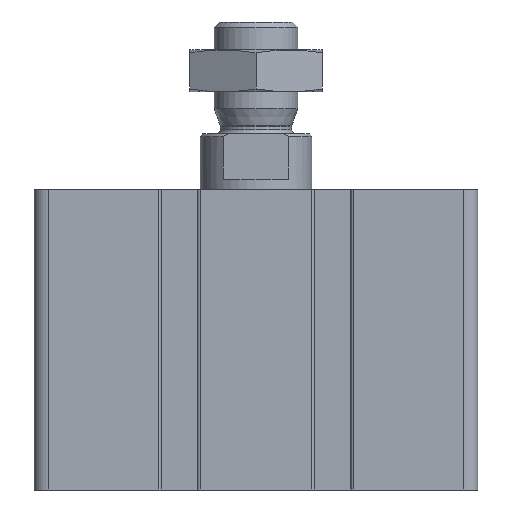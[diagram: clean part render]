
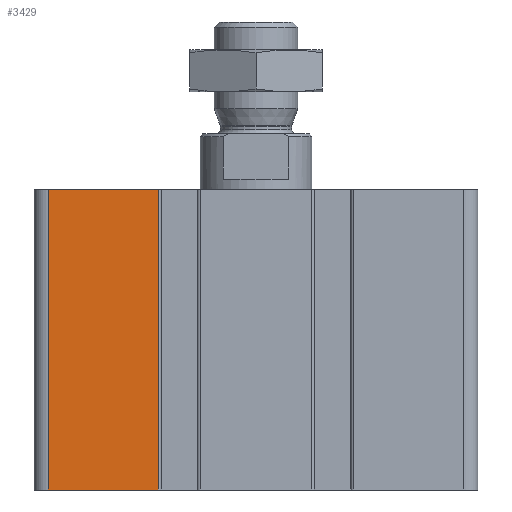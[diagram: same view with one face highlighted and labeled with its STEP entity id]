
A CAD part, front view. The second image highlights one B-rep face of the part: STEP entity #3429.
In plain terms, the highlighted planar face has unit normal (0, -1, 0).
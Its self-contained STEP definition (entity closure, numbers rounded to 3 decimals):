
#375=ORIENTED_EDGE('',*,*,#1378,.F.);
#376=ORIENTED_EDGE('',*,*,#1377,.F.);
#377=ORIENTED_EDGE('',*,*,#1379,.T.);
#378=ORIENTED_EDGE('',*,*,#1380,.T.);
#1377=EDGE_CURVE('',#1878,#1877,#2231,.T.);
#1378=EDGE_CURVE('',#1877,#1879,#2232,.T.);
#1379=EDGE_CURVE('',#1878,#1880,#2233,.T.);
#1380=EDGE_CURVE('',#1880,#1879,#2234,.T.);
#1877=VERTEX_POINT('',#5210);
#1878=VERTEX_POINT('',#5212);
#1879=VERTEX_POINT('',#5216);
#1880=VERTEX_POINT('',#5218);
#2231=LINE('',#5213,#2513);
#2232=LINE('',#5215,#2514);
#2233=LINE('',#5217,#2515);
#2234=LINE('',#5219,#2516);
#2513=VECTOR('',#4100,1000.);
#2514=VECTOR('',#4103,1000.);
#2515=VECTOR('',#4104,1000.);
#2516=VECTOR('',#4105,1000.);
#2793=EDGE_LOOP('',(#375,#376,#377,#378));
#3063=FACE_BOUND('',#2793,.T.);
#3332=PLANE('',#3676);
#3429=ADVANCED_FACE('',(#3063),#3332,.T.);
#3676=AXIS2_PLACEMENT_3D('',#5214,#4101,#4102);
#4100=DIRECTION('',(0.,0.,1.));
#4101=DIRECTION('',(0.,-1.,0.));
#4102=DIRECTION('',(1.,0.,0.));
#4103=DIRECTION('',(1.,0.,0.));
#4104=DIRECTION('',(1.,0.,0.));
#4105=DIRECTION('',(0.,0.,1.));
#5210=CARTESIAN_POINT('',(-29.75,-31.75,0.));
#5212=CARTESIAN_POINT('',(-29.75,-31.75,-43.));
#5213=CARTESIAN_POINT('',(-29.75,-31.75,-43.));
#5214=CARTESIAN_POINT('',(-29.75,-31.75,-43.));
#5215=CARTESIAN_POINT('',(-29.75,-31.75,0.));
#5216=CARTESIAN_POINT('',(-14.,-31.75,0.));
#5217=CARTESIAN_POINT('',(-29.75,-31.75,-43.));
#5218=CARTESIAN_POINT('',(-14.,-31.75,-43.));
#5219=CARTESIAN_POINT('',(-14.,-31.75,-43.));
